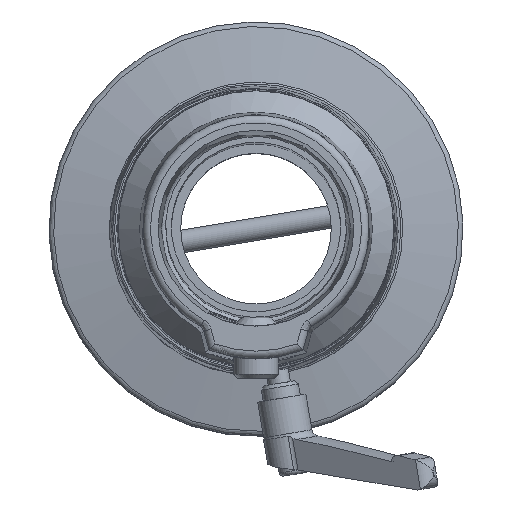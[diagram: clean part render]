
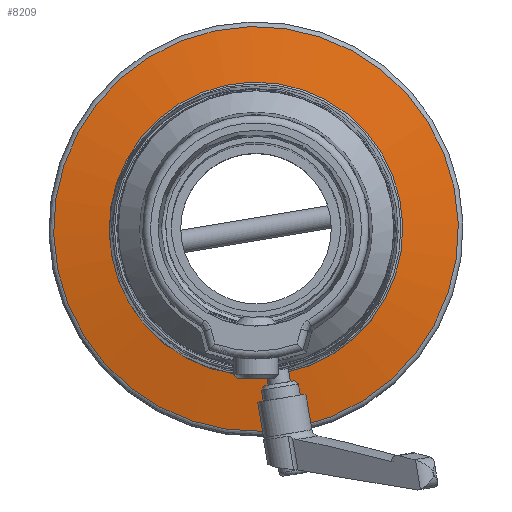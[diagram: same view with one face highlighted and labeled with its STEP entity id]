
A CAD part, top view. The second image highlights one B-rep face of the part: STEP entity #8209.
In plain terms, the highlighted conical face has half-angle 79.804 degrees and reference radius 47 mm.
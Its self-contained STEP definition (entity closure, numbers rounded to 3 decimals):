
#215 = DIRECTION ( 'NONE',  ( 0.029, -1., 0. ) ) ;
#627 = DIRECTION ( 'NONE',  ( 0., 0., -1. ) ) ;
#1803 = DIRECTION ( 'NONE',  ( -0.029, 1., 0. ) ) ;
#2640 = DIRECTION ( 'NONE',  ( 0.029, -1., 0. ) ) ;
#2759 = VERTEX_POINT ( 'NONE', #7742 ) ;
#3550 = CARTESIAN_POINT ( 'NONE',  ( 0., 0., -25.362 ) ) ;
#3587 = ORIENTED_EDGE ( 'NONE', *, *, #10930, .F. ) ;
#4582 = AXIS2_PLACEMENT_3D ( 'NONE', #3550, #627, #2640 ) ;
#4757 = DIRECTION ( 'NONE',  ( 0., 0., -1. ) ) ;
#5222 = EDGE_LOOP ( 'NONE', ( #6690 ) ) ;
#5740 = CARTESIAN_POINT ( 'NONE',  ( 0., 0., -26.579 ) ) ;
#5826 = AXIS2_PLACEMENT_3D ( 'NONE', #5740, #4757, #1803 ) ;
#6323 = EDGE_LOOP ( 'NONE', ( #3587 ) ) ;
#6690 = ORIENTED_EDGE ( 'NONE', *, *, #9508, .F. ) ;
#7742 = CARTESIAN_POINT ( 'NONE',  ( -1.543, 53.743, -26.579 ) ) ;
#8126 = DIRECTION ( 'NONE',  ( 0., 0., 1. ) ) ;
#8152 = CARTESIAN_POINT ( 'NONE',  ( 1.119, -38.984, -23.923 ) ) ;
#8209 = ADVANCED_FACE ( 'NONE', ( #8524, #12507 ), #11473, .T. ) ;
#8524 = FACE_OUTER_BOUND ( 'NONE', #6323, .T. ) ;
#8791 = CIRCLE ( 'NONE', #10275, 39. ) ;
#9180 = CIRCLE ( 'NONE', #5826, 53.766 ) ;
#9508 = EDGE_CURVE ( 'NONE', #12182, #12182, #8791, .T. ) ;
#10275 = AXIS2_PLACEMENT_3D ( 'NONE', #10948, #8126, #215 ) ;
#10930 = EDGE_CURVE ( 'NONE', #2759, #2759, #9180, .T. ) ;
#10948 = CARTESIAN_POINT ( 'NONE',  ( 0., 0., -23.923 ) ) ;
#11473 = CONICAL_SURFACE ( 'NONE', #4582, 47., 1.393 ) ;
#12182 = VERTEX_POINT ( 'NONE', #8152 ) ;
#12507 = FACE_BOUND ( 'NONE', #5222, .T. ) ;
